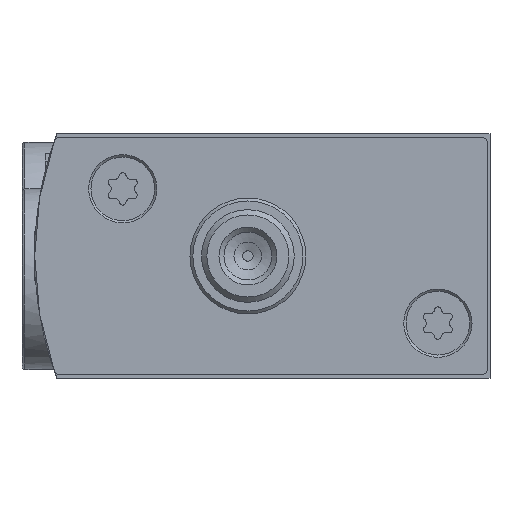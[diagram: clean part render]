
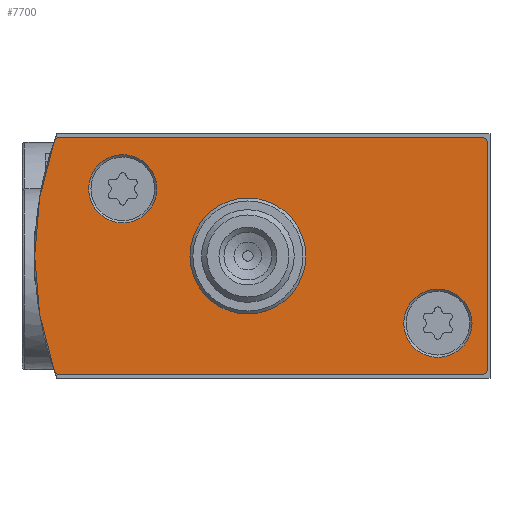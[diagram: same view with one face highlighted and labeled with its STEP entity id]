
A CAD part, left-side view. The second image highlights one B-rep face of the part: STEP entity #7700.
In plain terms, the highlighted planar face has unit normal (-1, 0, 0).
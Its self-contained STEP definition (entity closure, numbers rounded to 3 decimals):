
#853=LINE('',#13347,#1567);
#858=LINE('',#13364,#1572);
#862=LINE('',#13376,#1576);
#1567=VECTOR('',#10949,1000.);
#1572=VECTOR('',#10964,1000.);
#1576=VECTOR('',#10976,1000.);
#3357=ORIENTED_EDGE('',*,*,#4637,.F.);
#3358=ORIENTED_EDGE('',*,*,#4638,.T.);
#3359=ORIENTED_EDGE('',*,*,#4639,.T.);
#3360=ORIENTED_EDGE('',*,*,#4614,.F.);
#3361=ORIENTED_EDGE('',*,*,#4633,.F.);
#3362=ORIENTED_EDGE('',*,*,#4590,.F.);
#3363=ORIENTED_EDGE('',*,*,#4631,.F.);
#3364=ORIENTED_EDGE('',*,*,#4628,.F.);
#3365=ORIENTED_EDGE('',*,*,#4625,.F.);
#3366=ORIENTED_EDGE('',*,*,#4622,.F.);
#3367=ORIENTED_EDGE('',*,*,#4618,.F.);
#4590=EDGE_CURVE('',#5397,#5398,#5790,.T.);
#4614=EDGE_CURVE('',#5421,#5422,#853,.T.);
#4618=EDGE_CURVE('',#5422,#5425,#5799,.T.);
#4622=EDGE_CURVE('',#5425,#5428,#858,.T.);
#4625=EDGE_CURVE('',#5428,#5430,#5802,.T.);
#4628=EDGE_CURVE('',#5430,#5432,#862,.T.);
#4631=EDGE_CURVE('',#5432,#5397,#5804,.T.);
#4633=EDGE_CURVE('',#5398,#5421,#5806,.T.);
#4637=EDGE_CURVE('',#5436,#5436,#5810,.F.);
#4638=EDGE_CURVE('',#5437,#5437,#5811,.T.);
#4639=EDGE_CURVE('',#5438,#5438,#5812,.T.);
#5397=VERTEX_POINT('',#13290);
#5398=VERTEX_POINT('',#13291);
#5421=VERTEX_POINT('',#13348);
#5422=VERTEX_POINT('',#13349);
#5425=VERTEX_POINT('',#13357);
#5428=VERTEX_POINT('',#13365);
#5430=VERTEX_POINT('',#13371);
#5432=VERTEX_POINT('',#13377);
#5436=VERTEX_POINT('',#13394);
#5437=VERTEX_POINT('',#13396);
#5438=VERTEX_POINT('',#13398);
#5790=CIRCLE('',#9007,30.);
#5799=CIRCLE('',#9018,0.5);
#5802=CIRCLE('',#9023,0.5);
#5804=CIRCLE('',#9027,0.5);
#5806=CIRCLE('',#9030,0.5);
#5810=CIRCLE('',#9036,5.);
#5811=CIRCLE('',#9037,2.95);
#5812=CIRCLE('',#9038,2.95);
#6319=EDGE_LOOP('',(#3357));
#6320=EDGE_LOOP('',(#3358));
#6321=EDGE_LOOP('',(#3359));
#6322=EDGE_LOOP('',(#3360,#3361,#3362,#3363,#3364,#3365,#3366,#3367));
#6922=FACE_BOUND('',#6319,.T.);
#6923=FACE_BOUND('',#6320,.T.);
#6924=FACE_BOUND('',#6321,.T.);
#6925=FACE_BOUND('',#6322,.T.);
#7310=PLANE('',#9035);
#7700=ADVANCED_FACE('',(#6922,#6923,#6924,#6925),#7310,.F.);
#9007=AXIS2_PLACEMENT_3D('',#13289,#10917,#10918);
#9018=AXIS2_PLACEMENT_3D('',#13356,#10955,#10956);
#9023=AXIS2_PLACEMENT_3D('',#13370,#10969,#10970);
#9027=AXIS2_PLACEMENT_3D('',#13382,#10981,#10982);
#9030=AXIS2_PLACEMENT_3D('',#13385,#10987,#10988);
#9035=AXIS2_PLACEMENT_3D('',#13392,#10997,#10998);
#9036=AXIS2_PLACEMENT_3D('',#13393,#10999,#11000);
#9037=AXIS2_PLACEMENT_3D('',#13395,#11001,#11002);
#9038=AXIS2_PLACEMENT_3D('',#13397,#11003,#11004);
#10917=DIRECTION('',(1.,0.,0.));
#10918=DIRECTION('',(0.,0.,-1.));
#10949=DIRECTION('',(0.,-1.,0.));
#10955=DIRECTION('',(1.,0.,0.));
#10956=DIRECTION('',(0.,0.,-1.));
#10964=DIRECTION('',(0.,0.,-1.));
#10969=DIRECTION('',(1.,0.,0.));
#10970=DIRECTION('',(0.,0.,-1.));
#10976=DIRECTION('',(0.,1.,0.));
#10981=DIRECTION('',(1.,0.,0.));
#10982=DIRECTION('',(0.,0.,-1.));
#10987=DIRECTION('',(1.,0.,0.));
#10988=DIRECTION('',(0.,0.,-1.));
#10997=DIRECTION('',(1.,0.,0.));
#10998=DIRECTION('',(0.,0.,-1.));
#10999=DIRECTION('',(1.,0.,0.));
#11000=DIRECTION('',(0.,0.,-1.));
#11001=DIRECTION('',(1.,0.,0.));
#11002=DIRECTION('',(0.,0.,-1.));
#11003=DIRECTION('',(1.,0.,0.));
#11004=DIRECTION('',(0.,0.,-1.));
#13289=CARTESIAN_POINT('',(0.,9.3,0.));
#13290=CARTESIAN_POINT('',(0.,37.614,-9.915));
#13291=CARTESIAN_POINT('',(0.,37.614,9.915));
#13347=CARTESIAN_POINT('',(0.,37.142,10.25));
#13348=CARTESIAN_POINT('',(0.,37.142,10.25));
#13349=CARTESIAN_POINT('',(0.,0.7,10.25));
#13356=CARTESIAN_POINT('',(0.,0.7,9.75));
#13357=CARTESIAN_POINT('',(0.,0.2,9.75));
#13364=CARTESIAN_POINT('',(0.,0.2,9.75));
#13365=CARTESIAN_POINT('',(0.,0.2,-9.75));
#13370=CARTESIAN_POINT('',(0.,0.7,-9.75));
#13371=CARTESIAN_POINT('',(0.,0.7,-10.25));
#13376=CARTESIAN_POINT('',(0.,0.7,-10.25));
#13377=CARTESIAN_POINT('',(0.,37.142,-10.25));
#13382=CARTESIAN_POINT('',(0.,37.142,-9.75));
#13385=CARTESIAN_POINT('',(0.,37.142,9.75));
#13392=CARTESIAN_POINT('',(0.,0.7,9.75));
#13393=CARTESIAN_POINT('',(0.,20.9,0.));
#13394=CARTESIAN_POINT('',(0.,20.9,-5.));
#13395=CARTESIAN_POINT('',(0.,31.7,5.8));
#13396=CARTESIAN_POINT('',(0.,31.7,2.85));
#13397=CARTESIAN_POINT('',(0.,4.5,-5.8));
#13398=CARTESIAN_POINT('',(0.,4.5,-8.75));
